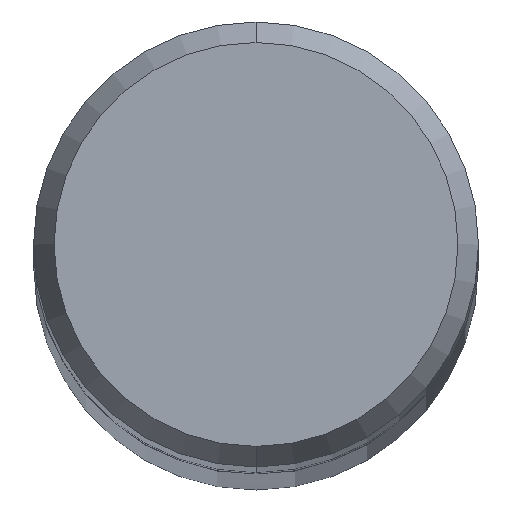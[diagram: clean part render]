
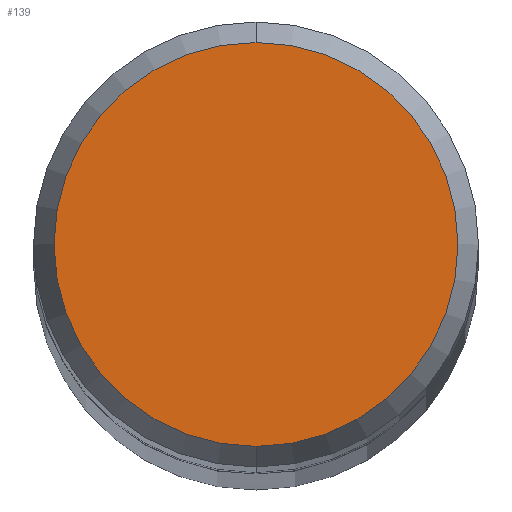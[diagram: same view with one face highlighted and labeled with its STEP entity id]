
A CAD part, top view. The second image highlights one B-rep face of the part: STEP entity #139.
In plain terms, the highlighted planar face has unit normal (0, 0, 1).
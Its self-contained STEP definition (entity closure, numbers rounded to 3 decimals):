
#139=ADVANCED_FACE('',(#294),#295,.T.);
#143=VERTEX_POINT('',#299);
#147=VERTEX_POINT('',#304);
#197=EDGE_CURVE('',#143,#147,#359,.T.);
#229=EDGE_CURVE('',#147,#143,#397,.T.);
#294=FACE_OUTER_BOUND('',#466,.T.);
#295=PLANE('',#467);
#299=CARTESIAN_POINT('',(0.0,4.507,0.0));
#304=CARTESIAN_POINT('',(0.,-4.507,0.0));
#359=CIRCLE('',#555,4.507);
#397=CIRCLE('',#599,4.507);
#466=EDGE_LOOP('',(#655,#656));
#467=AXIS2_PLACEMENT_3D('',#657,#658,#659);
#555=AXIS2_PLACEMENT_3D('',#730,#731,#732);
#599=AXIS2_PLACEMENT_3D('',#790,#791,#792);
#655=ORIENTED_EDGE('',*,*,#197,.F.);
#656=ORIENTED_EDGE('',*,*,#229,.F.);
#657=CARTESIAN_POINT('',(0.0,2.254,0.0));
#658=DIRECTION('',(-0.0,0.0,1.0));
#659=DIRECTION('',(0.0,-1.0,0.0));
#730=CARTESIAN_POINT('',(0.0,0.0,0.0));
#731=DIRECTION('',(0.0,0.0,-1.0));
#732=DIRECTION('',(0.0,1.0,0.0));
#790=CARTESIAN_POINT('',(0.0,0.0,0.0));
#791=DIRECTION('',(0.0,0.0,-1.0));
#792=DIRECTION('',(0.0,1.0,0.0));
